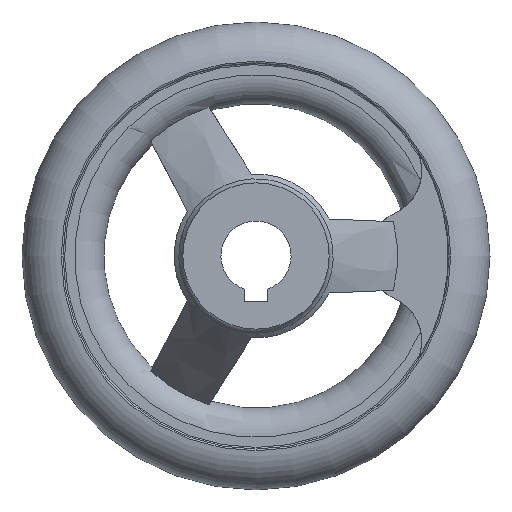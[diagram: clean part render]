
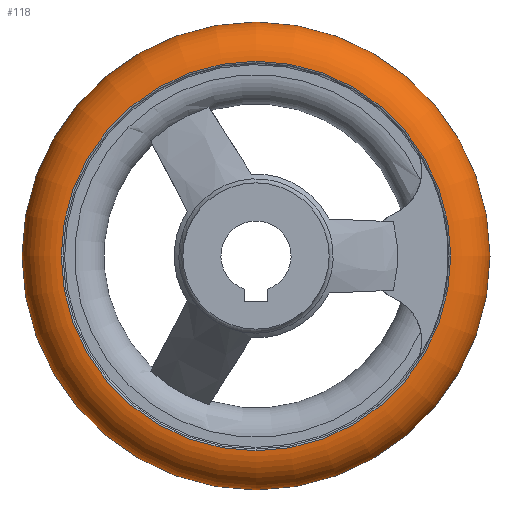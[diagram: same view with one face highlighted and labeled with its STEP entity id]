
A CAD part, front view. The second image highlights one B-rep face of the part: STEP entity #118.
In plain terms, the highlighted toroidal (fillet/blend) face has major radius 33 mm and minor radius 7 mm.
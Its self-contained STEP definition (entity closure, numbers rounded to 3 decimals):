
#118 = ADVANCED_FACE( '', ( #257, #258, #259 ), #260, .T. );
#257 = FACE_BOUND( '', #447, .T. );
#258 = FACE_OUTER_BOUND( '', #448, .T. );
#259 = FACE_OUTER_BOUND( '', #449, .T. );
#260 = TOROIDAL_SURFACE( '', #450, 33., 7. );
#447 = VERTEX_LOOP( '', #747 );
#448 = EDGE_LOOP( '', ( #748 ) );
#449 = EDGE_LOOP( '', ( #749 ) );
#450 = AXIS2_PLACEMENT_3D( '', #750, #751, #752 );
#747 = VERTEX_POINT( '', #986 );
#748 = ORIENTED_EDGE( '', *, *, #987, .T. );
#749 = ORIENTED_EDGE( '', *, *, #885, .F. );
#750 = CARTESIAN_POINT( '', ( 0., 22., 0. ) );
#751 = DIRECTION( '', ( 0., -1., 0. ) );
#752 = DIRECTION( '', ( 0., 0., -1. ) );
#885 = EDGE_CURVE( '', #1039, #1039, #1040, .T. );
#986 = CARTESIAN_POINT( '', ( 0., 22., -40. ) );
#987 = EDGE_CURVE( '', #1191, #1191, #1192, .T. );
#1039 = VERTEX_POINT( '', #1302 );
#1040 = CIRCLE( '', #1303, 33.292 );
#1191 = VERTEX_POINT( '', #1715 );
#1192 = CIRCLE( '', #1716, 33.292 );
#1302 = CARTESIAN_POINT( '', ( 0., 15.006, -33.292 ) );
#1303 = AXIS2_PLACEMENT_3D( '', #1772, #1773, #1774 );
#1715 = CARTESIAN_POINT( '', ( 0., 28.994, -33.292 ) );
#1716 = AXIS2_PLACEMENT_3D( '', #1889, #1890, #1891 );
#1772 = CARTESIAN_POINT( '', ( 0., 15.006, 0. ) );
#1773 = DIRECTION( '', ( 0., -1., 0. ) );
#1774 = DIRECTION( '', ( 0., 0., -1. ) );
#1889 = CARTESIAN_POINT( '', ( 0., 28.994, 0. ) );
#1890 = DIRECTION( '', ( 0., -1., 0. ) );
#1891 = DIRECTION( '', ( 0., 0., -1. ) );
